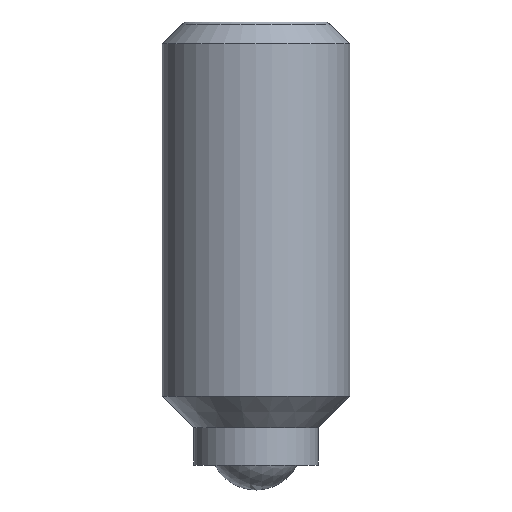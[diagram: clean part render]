
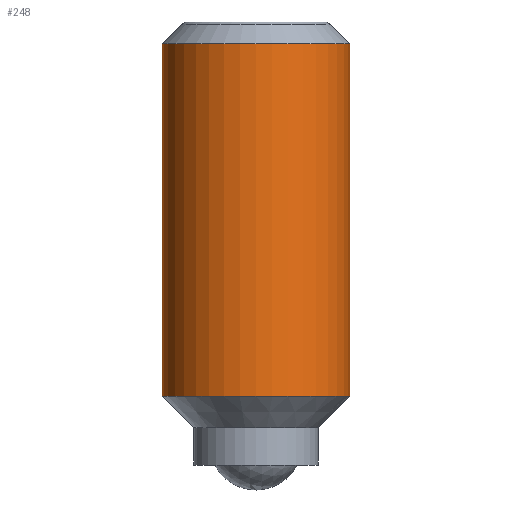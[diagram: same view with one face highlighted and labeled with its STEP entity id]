
A CAD part, front view. The second image highlights one B-rep face of the part: STEP entity #248.
In plain terms, the highlighted cylindrical face has radius 1.5 mm (diameter 3 mm), a partial arc.
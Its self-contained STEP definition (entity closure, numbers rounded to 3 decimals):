
#136=EDGE_CURVE('',#242,#226,#349,.T.);
#156=EDGE_CURVE('',#304,#232,#371,.T.);
#202=EDGE_CURVE('',#304,#226,#426,.T.);
#226=VERTEX_POINT('',#452);
#232=VERTEX_POINT('',#458);
#242=VERTEX_POINT('',#468);
#248=ADVANCED_FACE('',(#475),#476,.T.);
#254=EDGE_CURVE('',#232,#242,#483,.T.);
#304=VERTEX_POINT('',#539);
#349=LINE('',#582,#583);
#371=LINE('',#613,#614);
#426=CIRCLE('',#700,1.5);
#452=CARTESIAN_POINT('',(-1.5,0.,-0.35));
#458=CARTESIAN_POINT('',(1.5,0.0,-6.));
#468=CARTESIAN_POINT('',(-1.5,0.,-6.));
#475=FACE_OUTER_BOUND('',#774,.T.);
#476=CYLINDRICAL_SURFACE('',#775,1.5);
#483=CIRCLE('',#783,1.5);
#539=CARTESIAN_POINT('',(1.5,0.0,-0.35));
#582=CARTESIAN_POINT('',(-1.5,0.,-3.175));
#583=VECTOR('',#911,1.0);
#613=CARTESIAN_POINT('',(1.5,0.,-3.175));
#614=VECTOR('',#935,1.0);
#700=AXIS2_PLACEMENT_3D('',#1014,#1015,#1016);
#774=EDGE_LOOP('',(#1057,#1058,#1059,#1060));
#775=AXIS2_PLACEMENT_3D('',#1061,#1062,#1063);
#783=AXIS2_PLACEMENT_3D('',#1072,#1073,#1074);
#911=DIRECTION('',(-0.0,-0.0,1.0));
#935=DIRECTION('',(0.0,0.0,-1.0));
#1014=CARTESIAN_POINT('',(0.0,0.0,-0.35));
#1015=DIRECTION('',(0.0,0.0,-1.0));
#1016=DIRECTION('',(1.0,0.0,0.0));
#1057=ORIENTED_EDGE('',*,*,#156,.F.);
#1058=ORIENTED_EDGE('',*,*,#202,.T.);
#1059=ORIENTED_EDGE('',*,*,#136,.F.);
#1060=ORIENTED_EDGE('',*,*,#254,.F.);
#1061=CARTESIAN_POINT('',(0.0,0.0,-3.175));
#1062=DIRECTION('',(-0.0,-0.0,1.0));
#1063=DIRECTION('',(1.0,0.0,0.0));
#1072=CARTESIAN_POINT('',(0.0,0.0,-6.));
#1073=DIRECTION('',(0.0,0.0,-1.0));
#1074=DIRECTION('',(1.0,0.0,0.0));
